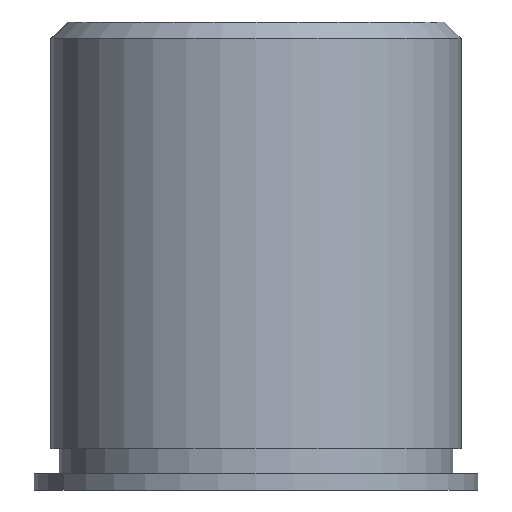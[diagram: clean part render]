
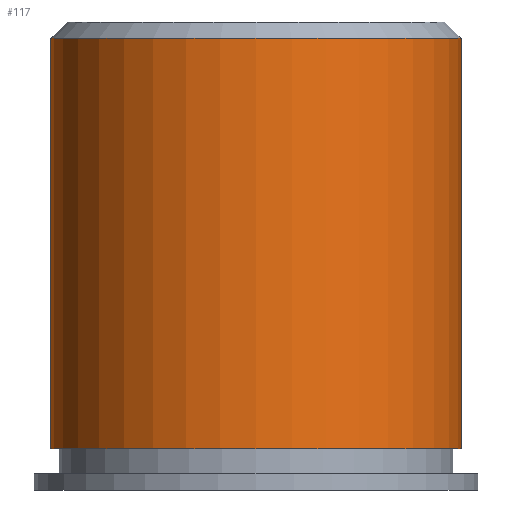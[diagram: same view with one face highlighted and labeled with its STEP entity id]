
A CAD part, front view. The second image highlights one B-rep face of the part: STEP entity #117.
In plain terms, the highlighted cylindrical face has radius 6.344 mm (diameter 12.687 mm), a partial arc.
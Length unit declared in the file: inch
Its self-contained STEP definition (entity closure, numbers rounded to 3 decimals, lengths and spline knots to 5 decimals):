
#4 = EDGE_LOOP ( 'NONE', ( #854, #13, #56, #349 ) ) ;
#13 = ORIENTED_EDGE ( 'NONE', *, *, #385, .T. ) ;
#15 = CARTESIAN_POINT ( 'NONE',  ( -0.39646, 0.44284, 0.04156 ) ) ;
#50 = CARTESIAN_POINT ( 'NONE',  ( -0.39646, 0.44284, -0.50844 ) ) ;
#51 = CARTESIAN_POINT ( 'NONE',  ( -0.14671, 0.44284, -0.45844 ) ) ;
#56 = ORIENTED_EDGE ( 'NONE', *, *, #287, .T. ) ;
#61 = VERTEX_POINT ( 'NONE', #15 ) ;
#89 = LINE ( 'NONE', #50, #147 ) ;
#109 = DIRECTION ( 'NONE',  ( 1., 0., 0. ) ) ;
#117 = ADVANCED_FACE ( 'NONE', ( #392 ), #145, .T. ) ;
#145 = CYLINDRICAL_SURFACE ( 'NONE', #545, 0.24975 ) ;
#147 = VECTOR ( 'NONE', #789, 39.37008 ) ;
#175 = CARTESIAN_POINT ( 'NONE',  ( -0.14671, 0.44284, 0.04156 ) ) ;
#215 = DIRECTION ( 'NONE',  ( 0., 0., -1. ) ) ;
#261 = AXIS2_PLACEMENT_3D ( 'NONE', #175, #509, #109 ) ;
#285 = CIRCLE ( 'NONE', #261, 0.24975 ) ;
#287 = EDGE_CURVE ( 'NONE', #61, #833, #89, .T. ) ;
#337 = EDGE_CURVE ( 'NONE', #480, #461, #659, .T. ) ;
#349 = ORIENTED_EDGE ( 'NONE', *, *, #499, .F. ) ;
#384 = CARTESIAN_POINT ( 'NONE',  ( 0.10304, 0.44284, 0.04156 ) ) ;
#385 = EDGE_CURVE ( 'NONE', #480, #61, #285, .T. ) ;
#392 = FACE_OUTER_BOUND ( 'NONE', #4, .T. ) ;
#436 = AXIS2_PLACEMENT_3D ( 'NONE', #51, #458, #651 ) ;
#458 = DIRECTION ( 'NONE',  ( 0., 0., -1. ) ) ;
#461 = VERTEX_POINT ( 'NONE', #725 ) ;
#480 = VERTEX_POINT ( 'NONE', #384 ) ;
#487 = VECTOR ( 'NONE', #515, 39.37008 ) ;
#499 = EDGE_CURVE ( 'NONE', #461, #833, #644, .T. ) ;
#509 = DIRECTION ( 'NONE',  ( 0., 0., -1. ) ) ;
#515 = DIRECTION ( 'NONE',  ( 0., 0., -1. ) ) ;
#545 = AXIS2_PLACEMENT_3D ( 'NONE', #765, #215, #682 ) ;
#632 = CARTESIAN_POINT ( 'NONE',  ( 0.10304, 0.44284, -0.50844 ) ) ;
#644 = CIRCLE ( 'NONE', #436, 0.24975 ) ;
#651 = DIRECTION ( 'NONE',  ( -1., 0., 0. ) ) ;
#659 = LINE ( 'NONE', #632, #487 ) ;
#682 = DIRECTION ( 'NONE',  ( -1., 0., 0. ) ) ;
#725 = CARTESIAN_POINT ( 'NONE',  ( 0.10304, 0.44284, -0.45844 ) ) ;
#765 = CARTESIAN_POINT ( 'NONE',  ( -0.14671, 0.44284, -0.50844 ) ) ;
#788 = CARTESIAN_POINT ( 'NONE',  ( -0.39646, 0.44284, -0.45844 ) ) ;
#789 = DIRECTION ( 'NONE',  ( 0., 0., -1. ) ) ;
#833 = VERTEX_POINT ( 'NONE', #788 ) ;
#854 = ORIENTED_EDGE ( 'NONE', *, *, #337, .F. ) ;
